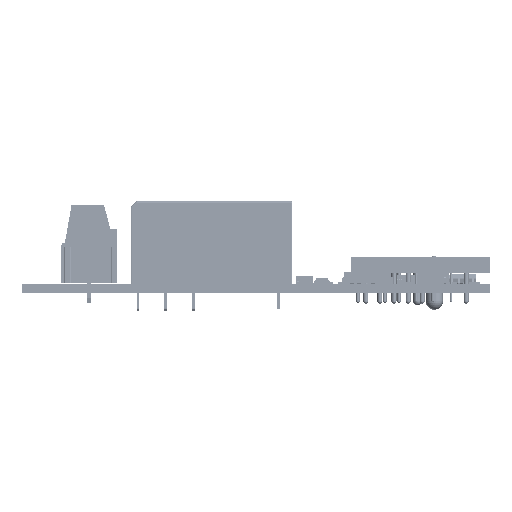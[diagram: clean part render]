
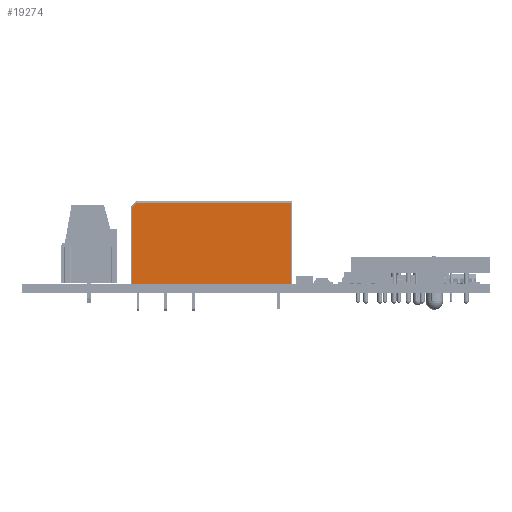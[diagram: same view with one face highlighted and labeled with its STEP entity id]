
A CAD part, left-side view. The second image highlights one B-rep face of the part: STEP entity #19274.
In plain terms, the highlighted face is planar.
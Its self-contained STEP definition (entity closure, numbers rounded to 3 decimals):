
#19065 = VERTEX_POINT('',#19066);
#19066 = CARTESIAN_POINT('',(22.5,-6.25,-0.5));
#19073 = EDGE_CURVE('',#19074,#19065,#19076,.T.);
#19074 = VERTEX_POINT('',#19075);
#19075 = CARTESIAN_POINT('',(-6.1,-6.25,-0.5));
#19076 = LINE('',#19077,#19078);
#19077 = CARTESIAN_POINT('',(-6.3,-6.25,-0.5));
#19078 = VECTOR('',#19079,1.);
#19079 = DIRECTION('',(1.,0.,0.));
#19274 = ADVANCED_FACE('',(#19275),#19308,.T.);
#19275 = FACE_BOUND('',#19276,.T.);
#19276 = EDGE_LOOP('',(#19277,#19287,#19295,#19301,#19302));
#19277 = ORIENTED_EDGE('',*,*,#19278,.T.);
#19278 = EDGE_CURVE('',#19279,#19281,#19283,.T.);
#19279 = VERTEX_POINT('',#19280);
#19280 = CARTESIAN_POINT('',(22.5,-6.25,14.7));
#19281 = VERTEX_POINT('',#19282);
#19282 = CARTESIAN_POINT('',(-5.217,-6.25,14.7));
#19283 = LINE('',#19284,#19285);
#19284 = CARTESIAN_POINT('',(-5.3,-6.25,14.7));
#19285 = VECTOR('',#19286,1.);
#19286 = DIRECTION('',(-1.,0.,0.));
#19287 = ORIENTED_EDGE('',*,*,#19288,.T.);
#19288 = EDGE_CURVE('',#19281,#19289,#19291,.T.);
#19289 = VERTEX_POINT('',#19290);
#19290 = CARTESIAN_POINT('',(-6.1,-6.25,13.817));
#19291 = LINE('',#19292,#19293);
#19292 = CARTESIAN_POINT('',(-13.359,-6.25,6.559));
#19293 = VECTOR('',#19294,1.);
#19294 = DIRECTION('',(-0.707,0.,-0.707));
#19295 = ORIENTED_EDGE('',*,*,#19296,.T.);
#19296 = EDGE_CURVE('',#19289,#19074,#19297,.T.);
#19297 = LINE('',#19298,#19299);
#19298 = CARTESIAN_POINT('',(-6.1,-6.25,-0.5));
#19299 = VECTOR('',#19300,1.);
#19300 = DIRECTION('',(0.,0.,-1.));
#19301 = ORIENTED_EDGE('',*,*,#19073,.T.);
#19302 = ORIENTED_EDGE('',*,*,#19303,.T.);
#19303 = EDGE_CURVE('',#19065,#19279,#19304,.T.);
#19304 = LINE('',#19305,#19306);
#19305 = CARTESIAN_POINT('',(22.5,-6.25,-0.5));
#19306 = VECTOR('',#19307,1.);
#19307 = DIRECTION('',(0.,0.,1.));
#19308 = PLANE('',#19309);
#19309 = AXIS2_PLACEMENT_3D('',#19310,#19311,#19312);
#19310 = CARTESIAN_POINT('',(-6.3,-6.25,-0.5));
#19311 = DIRECTION('',(0.,-1.,0.));
#19312 = DIRECTION('',(0.,0.,1.));
